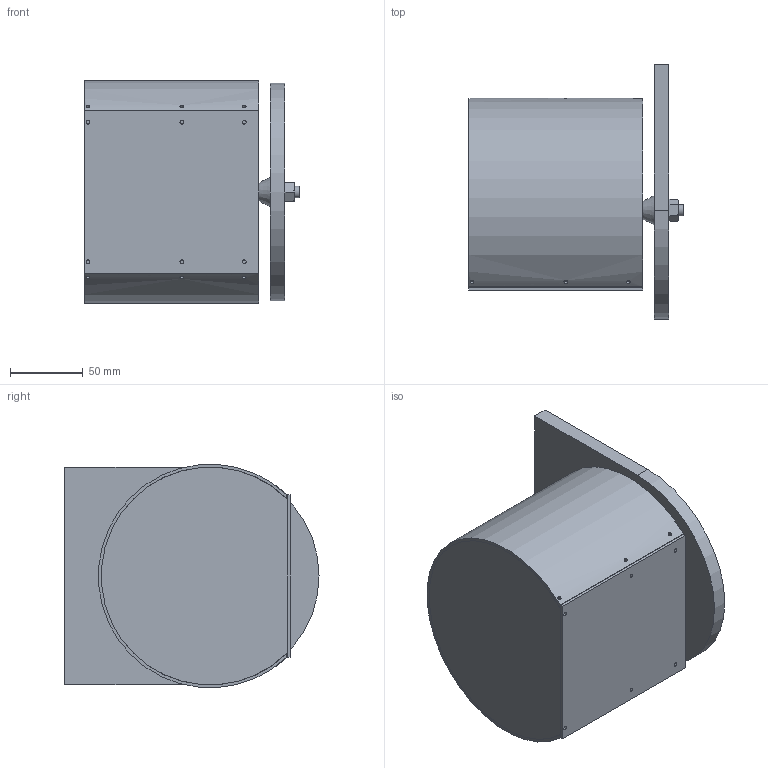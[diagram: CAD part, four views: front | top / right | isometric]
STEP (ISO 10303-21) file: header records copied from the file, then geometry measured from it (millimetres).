
FILE_DESCRIPTION(/* description */ (''),/* implementation_level */ '2;1');
FILE_NAME(/* name */ 'manipulator_share.step',/* time_stamp */ '2019-01-21T12:36:38+09:00',/* author */ ('autodesk_cloud'),/* organization */ (''),/* preprocessor_version */ 'ST-DEVELOPER v17.2',/* originating_system */ 'Autodesk Translation Framework v7.6.0.251',/* authorisation */ '');
FILE_SCHEMA (('AUTOMOTIVE_DESIGN { 1 0 10303 214 3 1 1 }'));
Length unit declared in the file: millimetre
Products named in the file (32): assembly_share; 肩取付台 v1; スペーサー(肩取付台・旋回台間)
 v1; 6700v2 v1; 6700 Inner Ring; 6700 Outer Ring; 6700 Ball; 旋回台 v9; 旋回軸 v1; SBD-J4-30 v4; SBD-J4-30 v4 (1); SBD-J4-30 v4 (2); SBD-J4-30 v4 (3); モーター取付台 v10; 6700v2 v1 (1); 6700 Inner Ring (1); 6700 Outer Ring (1); 6700 Ball (1); 軸受フランジ v3; GPA60GT2040-B-P10 v1; GPA60GT2040-B-P10_b; SET-SCREW4-3; CRK523PAKD-H100 v1; H 30(5)-Gearhead ; CRK523PAPB-H-9; GPA34GT2040-B-P8 v1; GPA34GT2040-B-P8_b; SET-SCREW4-3 (1); 土台 v3; HNT1-ST3W-M8_203 v1; カバー1 v1; カバー2 v1
Assembly tree (61 placements, depth 3):
  assembly_share
    肩取付台 v1
    スペーサー(肩取付台・旋回台間)
 v1
    6700v2 v1
      6700 Inner Ring
      6700 Outer Ring
      6700 Ball  x15
    旋回台 v9
    旋回軸 v1
    SBD-J4-30 v4
    SBD-J4-30 v4 (1)
    SBD-J4-30 v4 (2)
    SBD-J4-30 v4 (3)
    モーター取付台 v10
    6700v2 v1 (1)
      6700 Inner Ring (1)
      6700 Outer Ring (1)
      6700 Ball (1)  x15
    軸受フランジ v3
    GPA60GT2040-B-P10 v1
      GPA60GT2040-B-P10_b
      SET-SCREW4-3  x2
    CRK523PAKD-H100 v1
      H 30(5)-Gearhead 
      CRK523PAPB-H-9
    GPA34GT2040-B-P8 v1
      GPA34GT2040-B-P8_b
      SET-SCREW4-3 (1)  x2
    土台 v3
    HNT1-ST3W-M8_203 v1
    カバー1 v1
    カバー2 v1
Bounding box: 148 x 175 x 153.66 mm (x, y, z)
Volume: 919545.8 mm3; surface area: 313588.2 mm2
Topology: 57 solids, 57 shells, 1070 faces, 2653 edges, 1688 vertices
Faces by surface type: cylinder 532, plane 445, cone 47, sphere 30, torus 16
Full cylindrical faces by diameter (mm): 0.5 x5, 2.459 x8, 2.529 x38, 3.242 x4, 3.332 x12, 3.908 x4, 4 x4, 6.779 x1, 7.866 x1, 8 x5, 10 x4, 11.6 x4, 13.4 x7, 14 x1, 15 x5, 18 x2, 20 x1, 28 x1, 29 x2, 33 x2, 33.4 x1
Entity records: 32790 total; most frequent: CARTESIAN_POINT 6624, DIRECTION 6011, ORIENTED_EDGE 4938, AXIS2_PLACEMENT_3D 2555, EDGE_CURVE 2469, VERTEX_POINT 1578, CIRCLE 1456, EDGE_LOOP 1153
